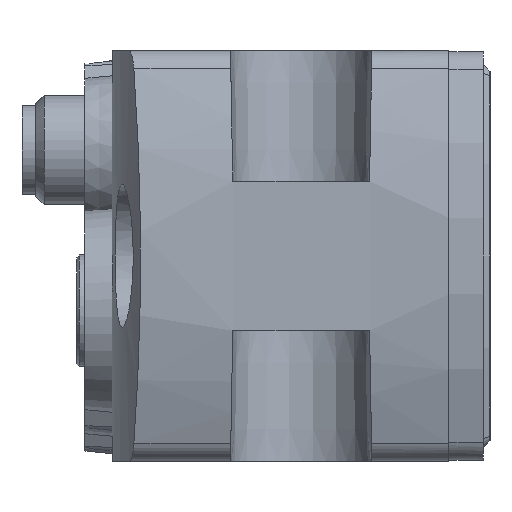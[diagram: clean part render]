
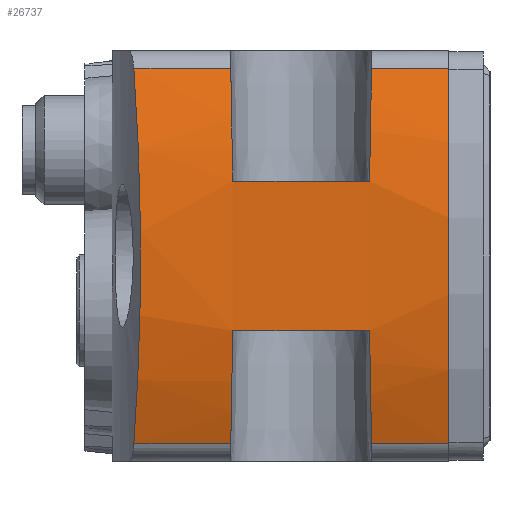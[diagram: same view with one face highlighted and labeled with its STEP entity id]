
A CAD part, left-side view. The second image highlights one B-rep face of the part: STEP entity #26737.
In plain terms, the highlighted cylindrical face has radius 39.024 mm (diameter 78.047 mm), a partial arc.
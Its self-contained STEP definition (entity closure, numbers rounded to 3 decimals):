
#112=B_SPLINE_CURVE_WITH_KNOTS('',3,(#36158,#36159,#36160,#36161,#36162,
#36163,#36164,#36165),.UNSPECIFIED.,.F.,.F.,(4,1,1,1,1,4),(0.,
0.007,0.01,0.014,0.021,
0.028),.UNSPECIFIED.);
#210=CYLINDRICAL_SURFACE('',#28114,39.024);
#653=CIRCLE('',#28117,39.024);
#1765=LINE('',#37253,#3686);
#1770=LINE('',#37269,#3691);
#1771=LINE('',#37275,#3692);
#1772=LINE('',#37287,#3693);
#1773=LINE('',#37291,#3694);
#1774=LINE('',#37296,#3695);
#3686=VECTOR('',#30981,1000.);
#3691=VECTOR('',#30992,1000.);
#3692=VECTOR('',#31001,1000.);
#3693=VECTOR('',#31020,1000.);
#3694=VECTOR('',#31023,1000.);
#3695=VECTOR('',#31028,1000.);
#6132=ORIENTED_EDGE('',*,*,#11485,.T.);
#6133=ORIENTED_EDGE('',*,*,#11490,.T.);
#6134=ORIENTED_EDGE('',*,*,#11482,.T.);
#6135=ORIENTED_EDGE('',*,*,#11491,.T.);
#6136=ORIENTED_EDGE('',*,*,#11492,.T.);
#6137=ORIENTED_EDGE('',*,*,#11493,.T.);
#6138=ORIENTED_EDGE('',*,*,#11494,.F.);
#6139=ORIENTED_EDGE('',*,*,#11495,.F.);
#6140=ORIENTED_EDGE('',*,*,#11475,.F.);
#6141=ORIENTED_EDGE('',*,*,#11496,.F.);
#6142=ORIENTED_EDGE('',*,*,#11497,.F.);
#6143=ORIENTED_EDGE('',*,*,#10968,.T.);
#10968=EDGE_CURVE('',#13744,#13743,#112,.T.);
#11475=EDGE_CURVE('',#14121,#14122,#1765,.T.);
#11482=EDGE_CURVE('',#14126,#14128,#1770,.T.);
#11485=EDGE_CURVE('',#13743,#14129,#1771,.T.);
#11490=EDGE_CURVE('',#14129,#14126,#15382,.F.);
#11491=EDGE_CURVE('',#14128,#14131,#15383,.F.);
#11492=EDGE_CURVE('',#14131,#14132,#1772,.T.);
#11493=EDGE_CURVE('',#14132,#14133,#653,.T.);
#11494=EDGE_CURVE('',#14134,#14133,#1773,.T.);
#11495=EDGE_CURVE('',#14122,#14134,#15384,.T.);
#11496=EDGE_CURVE('',#14135,#14121,#15385,.T.);
#11497=EDGE_CURVE('',#13744,#14135,#1774,.T.);
#13743=VERTEX_POINT('',#36157);
#13744=VERTEX_POINT('',#36166);
#14121=VERTEX_POINT('',#37254);
#14122=VERTEX_POINT('',#37255);
#14126=VERTEX_POINT('',#37264);
#14128=VERTEX_POINT('',#37268);
#14129=VERTEX_POINT('',#37274);
#14131=VERTEX_POINT('',#37286);
#14132=VERTEX_POINT('',#37288);
#14133=VERTEX_POINT('',#37290);
#14134=VERTEX_POINT('',#37292);
#14135=VERTEX_POINT('',#37295);
#15382=ELLIPSE('',#28115,39.03,39.024);
#15383=ELLIPSE('',#28116,39.03,39.024);
#15384=ELLIPSE('',#28118,39.03,39.024);
#15385=ELLIPSE('',#28119,39.03,39.024);
#15563=EDGE_LOOP('',(#6132,#6133,#6134,#6135,#6136,#6137,#6138,#6139,#6140,
#6141,#6142,#6143));
#16907=FACE_BOUND('',#15563,.T.);
#26737=ADVANCED_FACE('',(#16907),#210,.T.);
#28114=AXIS2_PLACEMENT_3D('',#37283,#31014,#31015);
#28115=AXIS2_PLACEMENT_3D('',#37284,#31016,#31017);
#28116=AXIS2_PLACEMENT_3D('',#37285,#31018,#31019);
#28117=AXIS2_PLACEMENT_3D('',#37289,#31021,#31022);
#28118=AXIS2_PLACEMENT_3D('',#37293,#31024,#31025);
#28119=AXIS2_PLACEMENT_3D('',#37294,#31026,#31027);
#30981=DIRECTION('',(0.,-1.,0.));
#30992=DIRECTION('',(0.,-1.,0.));
#31001=DIRECTION('',(0.,-1.,0.));
#31014=DIRECTION('',(0.,-1.,0.));
#31015=DIRECTION('',(0.,0.,-1.));
#31016=DIRECTION('',(0.,-1.,-0.017));
#31017=DIRECTION('',(0.,-0.017,1.));
#31018=DIRECTION('',(0.,1.,-0.017));
#31019=DIRECTION('',(0.,-0.017,-1.));
#31020=DIRECTION('',(0.,-1.,0.));
#31021=DIRECTION('',(0.,1.,0.));
#31022=DIRECTION('',(1.,0.,0.));
#31023=DIRECTION('',(0.,-1.,0.));
#31024=DIRECTION('',(0.,1.,0.017));
#31025=DIRECTION('',(0.,-0.017,1.));
#31026=DIRECTION('',(0.,-1.,0.017));
#31027=DIRECTION('',(0.,-0.017,-1.));
#31028=DIRECTION('',(0.,-1.,0.));
#36157=CARTESIAN_POINT('',(-82.465,26.027,-13.702));
#36158=CARTESIAN_POINT('',(-82.465,26.027,13.702));
#36159=CARTESIAN_POINT('',(-83.291,25.873,11.501));
#36160=CARTESIAN_POINT('',(-84.215,25.685,8.134));
#36161=CARTESIAN_POINT('',(-84.843,25.552,3.531));
#36162=CARTESIAN_POINT('',(-85.056,25.506,-1.184));
#36163=CARTESIAN_POINT('',(-84.533,25.62,-6.97));
#36164=CARTESIAN_POINT('',(-83.291,25.873,-11.501));
#36165=CARTESIAN_POINT('',(-82.465,26.027,-13.702));
#36166=CARTESIAN_POINT('',(-82.465,26.027,13.702));
#37253=CARTESIAN_POINT('',(-84.566,27.6,5.459));
#37254=CARTESIAN_POINT('',(-84.566,18.8,5.459));
#37255=CARTESIAN_POINT('',(-84.566,8.8,5.459));
#37264=CARTESIAN_POINT('',(-84.566,18.8,-5.459));
#37268=CARTESIAN_POINT('',(-84.566,8.8,-5.459));
#37269=CARTESIAN_POINT('',(-84.566,27.6,-5.459));
#37274=CARTESIAN_POINT('',(-82.465,18.944,-13.702));
#37275=CARTESIAN_POINT('',(-82.465,27.6,-13.702));
#37283=CARTESIAN_POINT('',(-45.926,27.6,0.));
#37284=CARTESIAN_POINT('',(-45.926,18.705,0.));
#37285=CARTESIAN_POINT('',(-45.926,8.895,0.));
#37286=CARTESIAN_POINT('',(-82.465,8.656,-13.702));
#37287=CARTESIAN_POINT('',(-82.465,27.6,-13.702));
#37288=CARTESIAN_POINT('',(-82.465,3.,-13.702));
#37289=CARTESIAN_POINT('',(-45.926,3.,0.));
#37290=CARTESIAN_POINT('',(-82.465,3.,13.702));
#37291=CARTESIAN_POINT('',(-82.465,27.6,13.702));
#37292=CARTESIAN_POINT('',(-82.465,8.656,13.702));
#37293=CARTESIAN_POINT('',(-45.926,8.895,0.));
#37294=CARTESIAN_POINT('',(-45.926,18.705,0.));
#37295=CARTESIAN_POINT('',(-82.465,18.944,13.702));
#37296=CARTESIAN_POINT('',(-82.465,27.6,13.702));
